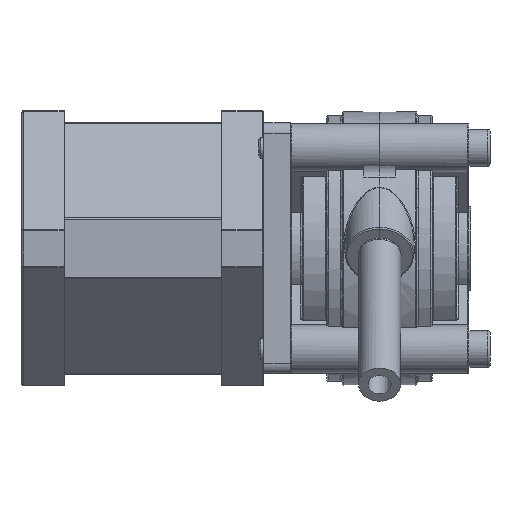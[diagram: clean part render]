
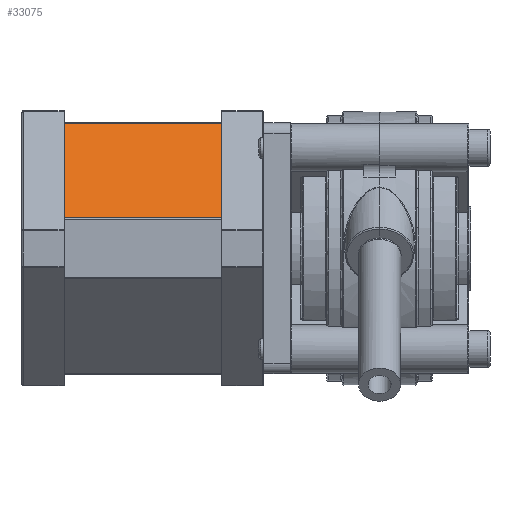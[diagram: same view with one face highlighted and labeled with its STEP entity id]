
A CAD part, left-side view. The second image highlights one B-rep face of the part: STEP entity #33075.
In plain terms, the highlighted face is planar.
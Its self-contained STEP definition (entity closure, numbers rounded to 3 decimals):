
#32539 = VERTEX_POINT('',#32540);
#32540 = CARTESIAN_POINT('',(-20.95,-12.743,8.));
#32547 = EDGE_CURVE('',#32548,#32539,#32550,.T.);
#32548 = VERTEX_POINT('',#32549);
#32549 = CARTESIAN_POINT('',(-20.95,12.743,8.));
#32550 = LINE('',#32551,#32552);
#32551 = CARTESIAN_POINT('',(-20.95,12.743,8.));
#32552 = VECTOR('',#32553,1.);
#32553 = DIRECTION('',(0.,-1.,0.));
#33075 = ADVANCED_FACE('',(#33076),#33101,.F.);
#33076 = FACE_BOUND('',#33077,.T.);
#33077 = EDGE_LOOP('',(#33078,#33079,#33087,#33095));
#33078 = ORIENTED_EDGE('',*,*,#32547,.T.);
#33079 = ORIENTED_EDGE('',*,*,#33080,.F.);
#33080 = EDGE_CURVE('',#33081,#32539,#33083,.T.);
#33081 = VERTEX_POINT('',#33082);
#33082 = CARTESIAN_POINT('',(-20.95,-12.743,38.));
#33083 = LINE('',#33084,#33085);
#33084 = CARTESIAN_POINT('',(-20.95,-12.743,38.));
#33085 = VECTOR('',#33086,1.);
#33086 = DIRECTION('',(0.,0.,-1.));
#33087 = ORIENTED_EDGE('',*,*,#33088,.F.);
#33088 = EDGE_CURVE('',#33089,#33081,#33091,.T.);
#33089 = VERTEX_POINT('',#33090);
#33090 = CARTESIAN_POINT('',(-20.95,12.743,38.));
#33091 = LINE('',#33092,#33093);
#33092 = CARTESIAN_POINT('',(-20.95,12.743,38.));
#33093 = VECTOR('',#33094,1.);
#33094 = DIRECTION('',(0.,-1.,0.));
#33095 = ORIENTED_EDGE('',*,*,#33096,.F.);
#33096 = EDGE_CURVE('',#32548,#33089,#33097,.T.);
#33097 = LINE('',#33098,#33099);
#33098 = CARTESIAN_POINT('',(-20.95,12.743,8.));
#33099 = VECTOR('',#33100,1.);
#33100 = DIRECTION('',(0.,0.,1.));
#33101 = PLANE('',#33102);
#33102 = AXIS2_PLACEMENT_3D('',#33103,#33104,#33105);
#33103 = CARTESIAN_POINT('',(-20.95,20.95,38.));
#33104 = DIRECTION('',(1.,0.,0.));
#33105 = DIRECTION('',(0.,0.,-1.));
